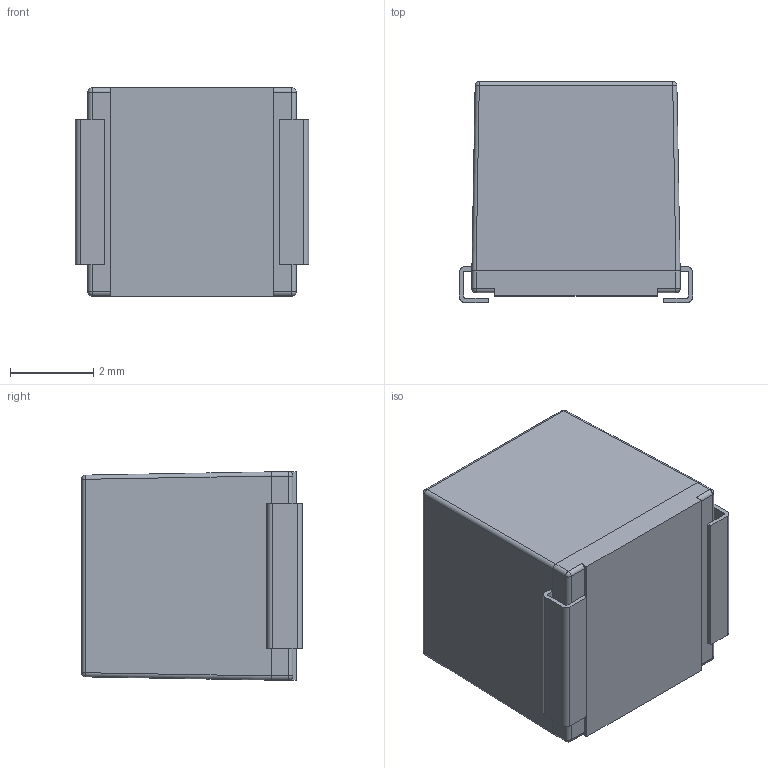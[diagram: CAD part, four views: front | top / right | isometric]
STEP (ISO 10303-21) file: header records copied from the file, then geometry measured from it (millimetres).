
FILE_DESCRIPTION (( 'STEP AP214' ), '1' );
FILE_NAME ('B82442T1103K000.STEP', '2022-02-23T13:02:25', ( '' ), ( '' ), 'SwSTEP 2.0', 'SolidWorks 2017', '' );
FILE_SCHEMA (( 'AUTOMOTIVE_DESIGN' ));
Length unit declared in the file: millimetre
Products named in the file (1): B82442T1103K000
Bounding box: 5.6 x 5.3 x 5 mm (x, y, z)
Volume: 125.7 mm3; surface area: 171.9 mm2
Topology: 3 solids, 3 shells, 68 faces, 169 edges, 99 vertices
Faces by surface type: plane 34, cylinder 26, sphere 8
Entity records: 1981 total; most frequent: CARTESIAN_POINT 341, DIRECTION 339, ORIENTED_EDGE 322, EDGE_CURVE 161, AXIS2_PLACEMENT_3D 113, LINE 113, VECTOR 113, VERTEX_POINT 99
